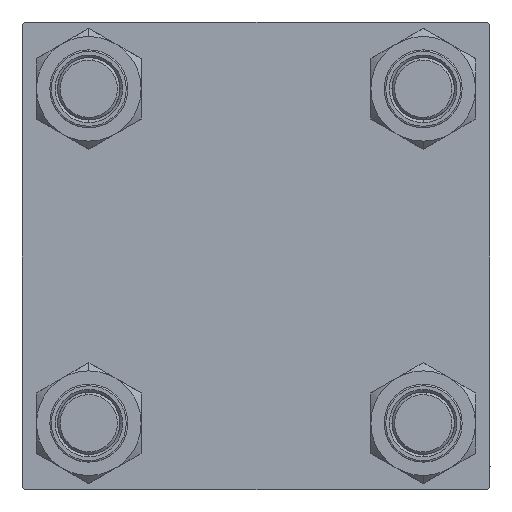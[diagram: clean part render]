
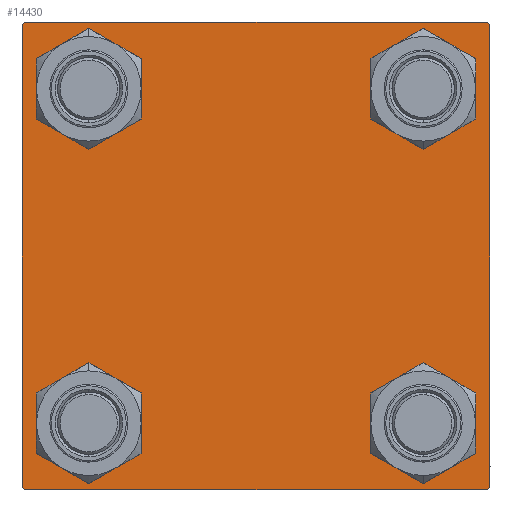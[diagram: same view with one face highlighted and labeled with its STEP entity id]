
A CAD part, left-side view. The second image highlights one B-rep face of the part: STEP entity #14430.
In plain terms, the highlighted planar face has unit normal (-1, 0, 0).
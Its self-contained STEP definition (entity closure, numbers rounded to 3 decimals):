
#59 = VERTEX_POINT ( 'NONE', #50233 ) ;
#457 = VECTOR ( 'NONE', #18431, 1000. ) ;
#479 = DIRECTION ( 'NONE',  ( 0., 0., 1. ) ) ;
#839 = EDGE_CURVE ( 'NONE', #42044, #39125, #42411, .T. ) ;
#1069 = ORIENTED_EDGE ( 'NONE', *, *, #15575, .T. ) ;
#1519 = DIRECTION ( 'NONE',  ( 0., 0., 1. ) ) ;
#2024 = CIRCLE ( 'NONE', #8543, 6.5 ) ;
#2214 = CARTESIAN_POINT ( 'NONE',  ( 0., 32.15, 38.65 ) ) ;
#2302 = CARTESIAN_POINT ( 'NONE',  ( 0., 45., 45. ) ) ;
#2604 = DIRECTION ( 'NONE',  ( 0., 0., 1. ) ) ;
#2922 = ORIENTED_EDGE ( 'NONE', *, *, #31038, .T. ) ;
#3109 = EDGE_CURVE ( 'NONE', #37248, #35375, #8779, .T. ) ;
#3151 = DIRECTION ( 'NONE',  ( 0., -0.707, 0.707 ) ) ;
#3484 = CARTESIAN_POINT ( 'NONE',  ( 0., 45., -44.5 ) ) ;
#3971 = ORIENTED_EDGE ( 'NONE', *, *, #26607, .T. ) ;
#4149 = CARTESIAN_POINT ( 'NONE',  ( 0., -44.75, -44.75 ) ) ;
#4482 = EDGE_CURVE ( 'NONE', #24154, #40512, #13787, .T. ) ;
#4987 = DIRECTION ( 'NONE',  ( 0., -1., 0. ) ) ;
#5861 = AXIS2_PLACEMENT_3D ( 'NONE', #35006, #50303, #15409 ) ;
#6398 = FACE_BOUND ( 'NONE', #40899, .T. ) ;
#6537 = EDGE_CURVE ( 'NONE', #14038, #29339, #24732, .T. ) ;
#7025 = EDGE_LOOP ( 'NONE', ( #48466, #43936 ) ) ;
#7462 = CIRCLE ( 'NONE', #5861, 6.5 ) ;
#7810 = CARTESIAN_POINT ( 'NONE',  ( 0., 45., -45. ) ) ;
#8188 = DIRECTION ( 'NONE',  ( 0., 0.707, -0.707 ) ) ;
#8205 = VERTEX_POINT ( 'NONE', #38315 ) ;
#8543 = AXIS2_PLACEMENT_3D ( 'NONE', #34207, #44936, #48996 ) ;
#8779 = LINE ( 'NONE', #43411, #17300 ) ;
#9209 = AXIS2_PLACEMENT_3D ( 'NONE', #13777, #18104, #41019 ) ;
#9229 = DIRECTION ( 'NONE',  ( 0., 0., 1. ) ) ;
#9234 = VECTOR ( 'NONE', #12360, 1000. ) ;
#10048 = LINE ( 'NONE', #45693, #457 ) ;
#11483 = DIRECTION ( 'NONE',  ( 0., 0., 1. ) ) ;
#12360 = DIRECTION ( 'NONE',  ( 0., -1., 0. ) ) ;
#13578 = ORIENTED_EDGE ( 'NONE', *, *, #24038, .T. ) ;
#13777 = CARTESIAN_POINT ( 'NONE',  ( 0., 0., 0. ) ) ;
#13787 = LINE ( 'NONE', #41279, #9234 ) ;
#13868 = ORIENTED_EDGE ( 'NONE', *, *, #4482, .F. ) ;
#14038 = VERTEX_POINT ( 'NONE', #26449 ) ;
#14430 = ADVANCED_FACE ( 'NONE', ( #17357, #44618, #41272, #6398, #21919 ), #30054, .T. ) ;
#14449 = EDGE_LOOP ( 'NONE', ( #1069, #22152, #39311, #18854, #44371, #3971, #13868, #31605 ) ) ;
#15113 = LINE ( 'NONE', #4149, #28104 ) ;
#15409 = DIRECTION ( 'NONE',  ( 0., 0., 1. ) ) ;
#15575 = EDGE_CURVE ( 'NONE', #44622, #37248, #37190, .T. ) ;
#16234 = CARTESIAN_POINT ( 'NONE',  ( 0., 32.15, 32.15 ) ) ;
#16685 = AXIS2_PLACEMENT_3D ( 'NONE', #34646, #27992, #11483 ) ;
#17106 = DIRECTION ( 'NONE',  ( 1., 0., 0. ) ) ;
#17300 = VECTOR ( 'NONE', #24293, 1000. ) ;
#17357 = FACE_BOUND ( 'NONE', #7025, .T. ) ;
#17807 = DIRECTION ( 'NONE',  ( 1., 0., 0. ) ) ;
#18104 = DIRECTION ( 'NONE',  ( -1., 0., 0. ) ) ;
#18431 = DIRECTION ( 'NONE',  ( 0., 0.707, 0.707 ) ) ;
#18525 = AXIS2_PLACEMENT_3D ( 'NONE', #44820, #17807, #1519 ) ;
#18854 = ORIENTED_EDGE ( 'NONE', *, *, #26778, .T. ) ;
#19479 = EDGE_CURVE ( 'NONE', #24154, #44622, #40173, .T. ) ;
#19644 = VERTEX_POINT ( 'NONE', #2214 ) ;
#19893 = CARTESIAN_POINT ( 'NONE',  ( 0., -45., -44.5 ) ) ;
#20173 = EDGE_CURVE ( 'NONE', #29339, #14038, #30477, .T. ) ;
#20800 = DIRECTION ( 'NONE',  ( 1., 0., 0. ) ) ;
#21082 = CARTESIAN_POINT ( 'NONE',  ( 0., -32.15, -38.65 ) ) ;
#21417 = CARTESIAN_POINT ( 'NONE',  ( 0., -44.5, 45. ) ) ;
#21919 = FACE_OUTER_BOUND ( 'NONE', #14449, .T. ) ;
#22152 = ORIENTED_EDGE ( 'NONE', *, *, #3109, .T. ) ;
#22443 = CARTESIAN_POINT ( 'NONE',  ( 0., 44.5, -45. ) ) ;
#22544 = VERTEX_POINT ( 'NONE', #34192 ) ;
#22887 = CARTESIAN_POINT ( 'NONE',  ( 0., 32.15, -25.65 ) ) ;
#24038 = EDGE_CURVE ( 'NONE', #19644, #22544, #2024, .T. ) ;
#24154 = VERTEX_POINT ( 'NONE', #42612 ) ;
#24293 = DIRECTION ( 'NONE',  ( 0., -0.707, -0.707 ) ) ;
#24732 = CIRCLE ( 'NONE', #32884, 6.5 ) ;
#25141 = CARTESIAN_POINT ( 'NONE',  ( 0., 44.75, 44.75 ) ) ;
#25520 = EDGE_CURVE ( 'NONE', #22544, #19644, #25645, .T. ) ;
#25645 = CIRCLE ( 'NONE', #26440, 6.5 ) ;
#25662 = CARTESIAN_POINT ( 'NONE',  ( 0., -45., 44.5 ) ) ;
#25672 = VERTEX_POINT ( 'NONE', #26354 ) ;
#26259 = ORIENTED_EDGE ( 'NONE', *, *, #6537, .T. ) ;
#26354 = CARTESIAN_POINT ( 'NONE',  ( 0., -32.15, 25.65 ) ) ;
#26440 = AXIS2_PLACEMENT_3D ( 'NONE', #16234, #20800, #27921 ) ;
#26449 = CARTESIAN_POINT ( 'NONE',  ( 0., -32.15, -25.65 ) ) ;
#26607 = EDGE_CURVE ( 'NONE', #47312, #40512, #10048, .T. ) ;
#26614 = CIRCLE ( 'NONE', #18525, 6.5 ) ;
#26778 = EDGE_CURVE ( 'NONE', #59, #38107, #15113, .T. ) ;
#27590 = AXIS2_PLACEMENT_3D ( 'NONE', #42322, #38492, #2604 ) ;
#27645 = LINE ( 'NONE', #7810, #35526 ) ;
#27921 = DIRECTION ( 'NONE',  ( 0., 0., 1. ) ) ;
#27992 = DIRECTION ( 'NONE',  ( 1., 0., 0. ) ) ;
#28104 = VECTOR ( 'NONE', #3151, 1000. ) ;
#28836 = VECTOR ( 'NONE', #8188, 1000. ) ;
#29339 = VERTEX_POINT ( 'NONE', #21082 ) ;
#29413 = EDGE_CURVE ( 'NONE', #35375, #59, #27645, .T. ) ;
#30054 = PLANE ( 'NONE',  #9209 ) ;
#30477 = CIRCLE ( 'NONE', #16685, 6.5 ) ;
#31038 = EDGE_CURVE ( 'NONE', #39125, #42044, #26614, .T. ) ;
#31605 = ORIENTED_EDGE ( 'NONE', *, *, #19479, .T. ) ;
#32733 = LINE ( 'NONE', #32988, #40563 ) ;
#32884 = AXIS2_PLACEMENT_3D ( 'NONE', #46857, #35357, #479 ) ;
#32988 = CARTESIAN_POINT ( 'NONE',  ( 0., -45., 45. ) ) ;
#33570 = ORIENTED_EDGE ( 'NONE', *, *, #839, .T. ) ;
#33772 = EDGE_LOOP ( 'NONE', ( #26259, #46119 ) ) ;
#34192 = CARTESIAN_POINT ( 'NONE',  ( 0., 32.15, 25.65 ) ) ;
#34207 = CARTESIAN_POINT ( 'NONE',  ( 0., 32.15, 32.15 ) ) ;
#34646 = CARTESIAN_POINT ( 'NONE',  ( 0., -32.15, -32.15 ) ) ;
#34739 = CARTESIAN_POINT ( 'NONE',  ( 0., 45., 44.5 ) ) ;
#35006 = CARTESIAN_POINT ( 'NONE',  ( 0., -32.15, 32.15 ) ) ;
#35357 = DIRECTION ( 'NONE',  ( 1., 0., 0. ) ) ;
#35375 = VERTEX_POINT ( 'NONE', #22443 ) ;
#35526 = VECTOR ( 'NONE', #4987, 1000. ) ;
#36306 = CARTESIAN_POINT ( 'NONE',  ( 0., 32.15, -38.65 ) ) ;
#37190 = LINE ( 'NONE', #2302, #40914 ) ;
#37248 = VERTEX_POINT ( 'NONE', #3484 ) ;
#37340 = CIRCLE ( 'NONE', #27590, 6.5 ) ;
#38038 = EDGE_CURVE ( 'NONE', #25672, #8205, #37340, .T. ) ;
#38107 = VERTEX_POINT ( 'NONE', #19893 ) ;
#38315 = CARTESIAN_POINT ( 'NONE',  ( 0., -32.15, 38.65 ) ) ;
#38492 = DIRECTION ( 'NONE',  ( 1., 0., 0. ) ) ;
#39125 = VERTEX_POINT ( 'NONE', #36306 ) ;
#39311 = ORIENTED_EDGE ( 'NONE', *, *, #29413, .T. ) ;
#39966 = AXIS2_PLACEMENT_3D ( 'NONE', #47684, #17106, #9229 ) ;
#40173 = LINE ( 'NONE', #25141, #28836 ) ;
#40512 = VERTEX_POINT ( 'NONE', #21417 ) ;
#40563 = VECTOR ( 'NONE', #48036, 1000. ) ;
#40899 = EDGE_LOOP ( 'NONE', ( #13578, #45403 ) ) ;
#40914 = VECTOR ( 'NONE', #41771, 1000. ) ;
#41019 = DIRECTION ( 'NONE',  ( 0., 0., 1. ) ) ;
#41272 = FACE_BOUND ( 'NONE', #45787, .T. ) ;
#41279 = CARTESIAN_POINT ( 'NONE',  ( 0., 45., 45. ) ) ;
#41771 = DIRECTION ( 'NONE',  ( 0., 0., -1. ) ) ;
#42044 = VERTEX_POINT ( 'NONE', #22887 ) ;
#42322 = CARTESIAN_POINT ( 'NONE',  ( 0., -32.15, 32.15 ) ) ;
#42411 = CIRCLE ( 'NONE', #39966, 6.5 ) ;
#42612 = CARTESIAN_POINT ( 'NONE',  ( 0., 44.5, 45. ) ) ;
#43356 = EDGE_CURVE ( 'NONE', #47312, #38107, #32733, .T. ) ;
#43411 = CARTESIAN_POINT ( 'NONE',  ( 0., 44.75, -44.75 ) ) ;
#43936 = ORIENTED_EDGE ( 'NONE', *, *, #38038, .T. ) ;
#44371 = ORIENTED_EDGE ( 'NONE', *, *, #43356, .F. ) ;
#44618 = FACE_BOUND ( 'NONE', #33772, .T. ) ;
#44622 = VERTEX_POINT ( 'NONE', #34739 ) ;
#44820 = CARTESIAN_POINT ( 'NONE',  ( 0., 32.15, -32.15 ) ) ;
#44936 = DIRECTION ( 'NONE',  ( 1., 0., 0. ) ) ;
#45403 = ORIENTED_EDGE ( 'NONE', *, *, #25520, .T. ) ;
#45693 = CARTESIAN_POINT ( 'NONE',  ( 0., -44.75, 44.75 ) ) ;
#45787 = EDGE_LOOP ( 'NONE', ( #33570, #2922 ) ) ;
#46119 = ORIENTED_EDGE ( 'NONE', *, *, #20173, .T. ) ;
#46857 = CARTESIAN_POINT ( 'NONE',  ( 0., -32.15, -32.15 ) ) ;
#47312 = VERTEX_POINT ( 'NONE', #25662 ) ;
#47684 = CARTESIAN_POINT ( 'NONE',  ( 0., 32.15, -32.15 ) ) ;
#48036 = DIRECTION ( 'NONE',  ( 0., 0., -1. ) ) ;
#48466 = ORIENTED_EDGE ( 'NONE', *, *, #49377, .T. ) ;
#48996 = DIRECTION ( 'NONE',  ( 0., 0., 1. ) ) ;
#49377 = EDGE_CURVE ( 'NONE', #8205, #25672, #7462, .T. ) ;
#50233 = CARTESIAN_POINT ( 'NONE',  ( 0., -44.5, -45. ) ) ;
#50303 = DIRECTION ( 'NONE',  ( 1., 0., 0. ) ) ;
